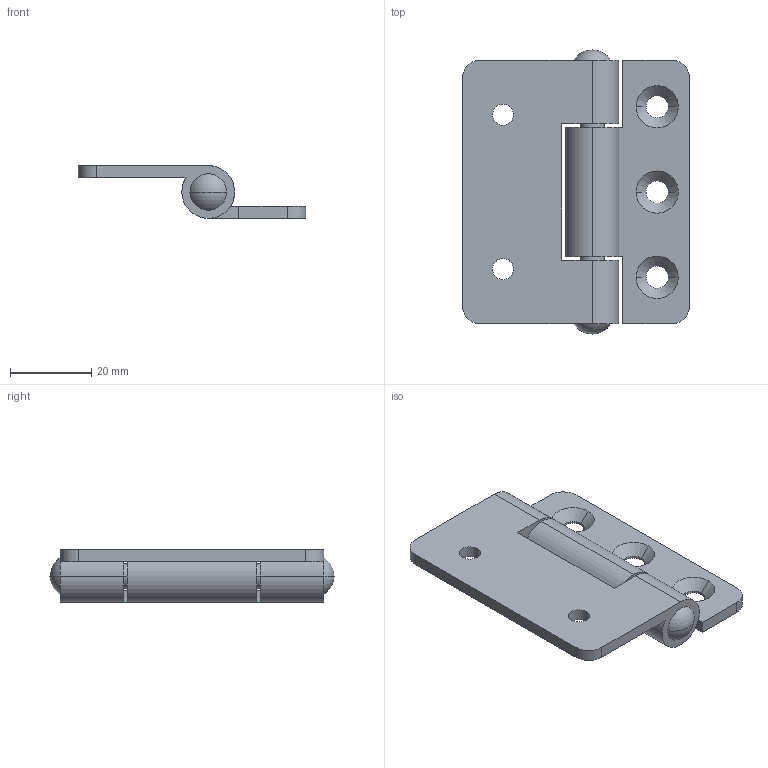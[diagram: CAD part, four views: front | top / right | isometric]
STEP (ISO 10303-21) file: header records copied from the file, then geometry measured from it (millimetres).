
FILE_DESCRIPTION (( 'STEP AP203' ), '1' );
FILE_NAME ('B-2-B-11.STEP', '2008-12-18T09:27:47', ( ' ' ), ( ' ' ), 'SwSTEP 2.0', 'SolidWorks 2007', '' );
FILE_SCHEMA (( 'CONFIG_CONTROL_DESIGN' ));
Length unit declared in the file: millimetre
Products named in the file (4): B-2-B-11僔儍僼僩_棉太倌; B-2-B-11咁毆B_蹬怮椔; B-2-B-11; B-2-B-11咁毆A_蹬怮椔
Assembly tree (3 placements, depth 2):
  B-2-B-11
    B-2-B-11咁毆B_蹬怮椔
    B-2-B-11咁毆A_蹬怮椔
    B-2-B-11僔儍僼僩_棉太倌
Bounding box: 56 x 70 x 13 mm (x, y, z)
Volume: 16543.9 mm3; surface area: 12255 mm2
Topology: 3 solids, 3 shells, 59 faces, 149 edges, 98 vertices
Faces by surface type: cylinder 30, plane 19, cone 6, sphere 4
Entity records: 2251 total; most frequent: DIRECTION 353, CARTESIAN_POINT 312, ORIENTED_EDGE 298, EDGE_CURVE 149, AXIS2_PLACEMENT_3D 139, VERTEX_POINT 98, EDGE_LOOP 77, LINE 75
